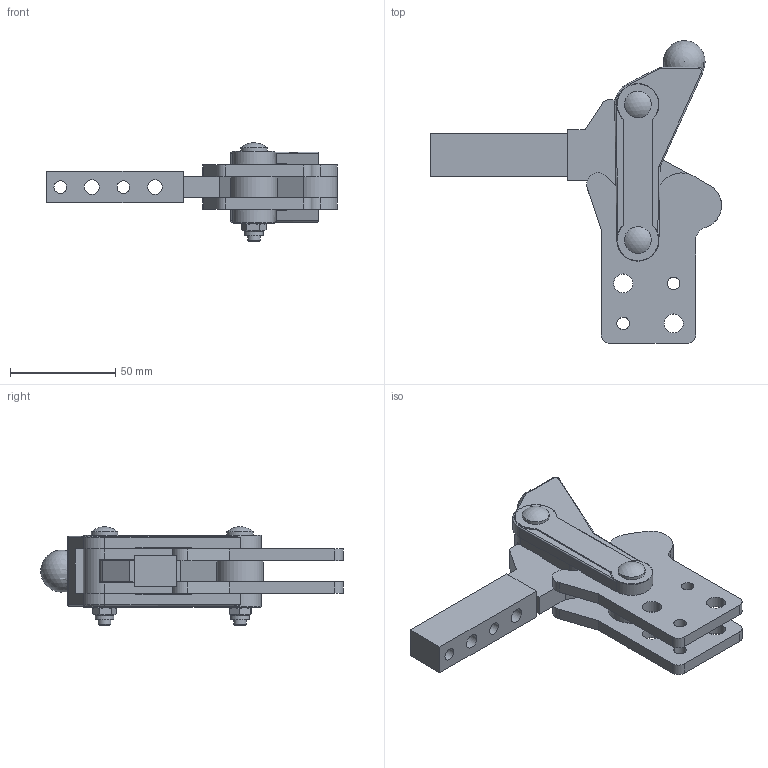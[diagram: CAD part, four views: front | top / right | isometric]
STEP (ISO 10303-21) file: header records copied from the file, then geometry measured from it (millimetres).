
FILE_DESCRIPTION(/* description */ (''),/* implementation_level */ '2;1');
FILE_NAME(/* name */ 'M19-01-70.stp',/* time_stamp */ '2016-09-14T13:59:36+01:00',/* author */ ('carl'),/* organization */ (''),/* preprocessor_version */ 'ST-DEVELOPER v16.1',/* originating_system */ 'Autodesk Inventor 2016',/* authorisation */ '');
FILE_SCHEMA (('AUTOMOTIVE_DESIGN { 1 0 10303 214 3 1 1 }'));
Length unit declared in the file: millimetre
Products named in the file (5): M19-01-70_1; M19-01-70_2; M19-01-70_3; M19-01-70_4; M19-01-70
Assembly tree (4 placements, depth 2):
  M19-01-70
    M19-01-70_1
    M19-01-70_2
    M19-01-70_3
    M19-01-70_4
Bounding box: 138.2 x 143.71 x 46.75 mm (x, y, z)
Volume: 135663.9 mm3; surface area: 53276 mm2
Topology: 4 solids, 7 shells, 198 faces, 505 edges, 328 vertices
Faces by surface type: plane 99, cylinder 76, cone 10, torus 10, sphere 3
Full cylindrical faces by diameter (mm): 6 x10, 7 x2, 8 x10, 8.9 x2, 9 x4, 12.7 x3, 13 x1, 22.225 x1
Entity records: 5930 total; most frequent: CARTESIAN_POINT 1156, DIRECTION 991, ORIENTED_EDGE 896, EDGE_CURVE 448, AXIS2_PLACEMENT_3D 374, VERTEX_POINT 315, EDGE_LOOP 295, LINE 243
